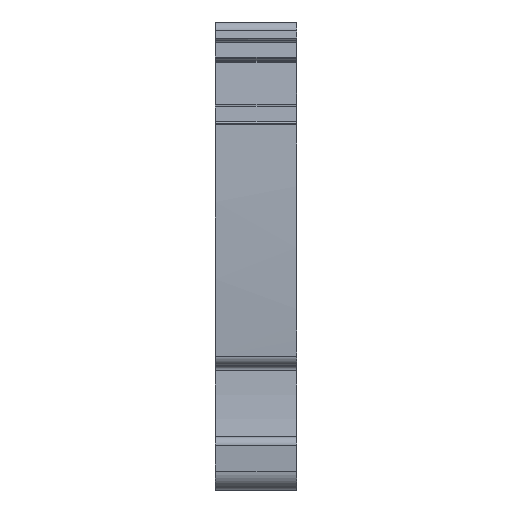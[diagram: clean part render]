
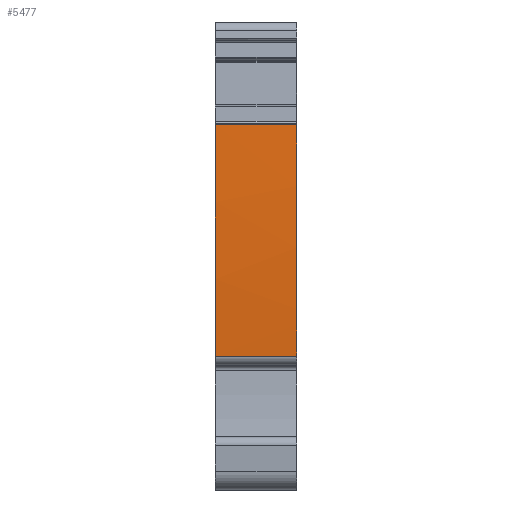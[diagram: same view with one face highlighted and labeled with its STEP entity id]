
A CAD part, front view. The second image highlights one B-rep face of the part: STEP entity #5477.
In plain terms, the highlighted cylindrical face has radius 180 mm (diameter 360 mm), a partial arc.
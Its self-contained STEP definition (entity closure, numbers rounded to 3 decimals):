
#2760=AXIS2_PLACEMENT_3D('Circle Axis2P3D',#2758,#2759,$) ;
#4591=AXIS2_PLACEMENT_3D('Cylinder Axis2P3D',#4588,#4589,#4590) ;
#5452=AXIS2_PLACEMENT_3D('Circle Axis2P3D',#5450,#5451,$) ;
#5459=AXIS2_PLACEMENT_3D('Circle Axis2P3D',#5457,#5458,$) ;
#5466=AXIS2_PLACEMENT_3D('Circle Axis2P3D',#5464,#5465,$) ;
#2755=CARTESIAN_POINT('Vertex',(0.,1.51,13.384)) ;
#2758=CARTESIAN_POINT('Axis2P3D Location',(0.,181.119,25.25)) ;
#2762=CARTESIAN_POINT('Vertex',(0.,1.471,36.509)) ;
#4588=CARTESIAN_POINT('Axis2P3D Location',(4.05,181.119,25.25)) ;
#5427=CARTESIAN_POINT('Vertex',(8.1,1.471,36.509)) ;
#5430=CARTESIAN_POINT('Line Origine',(4.05,1.471,36.509)) ;
#5443=CARTESIAN_POINT('Line Origine',(4.05,1.51,13.384)) ;
#5447=CARTESIAN_POINT('Vertex',(8.1,1.51,13.384)) ;
#5450=CARTESIAN_POINT('Axis2P3D Location',(8.1,181.119,25.25)) ;
#5454=CARTESIAN_POINT('Vertex',(8.1,1.261,18.099)) ;
#5457=CARTESIAN_POINT('Axis2P3D Location',(8.1,181.119,25.25)) ;
#5461=CARTESIAN_POINT('Vertex',(8.1,1.26,18.106)) ;
#5464=CARTESIAN_POINT('Axis2P3D Location',(8.1,181.119,25.25)) ;
#2759=DIRECTION('Axis2P3D Direction',(1.,0.,0.)) ;
#4589=DIRECTION('Axis2P3D Direction',(1.,0.,0.)) ;
#4590=DIRECTION('Axis2P3D XDirection',(0.,-0.993,0.115)) ;
#5431=DIRECTION('Vector Direction',(1.,0.,0.)) ;
#5444=DIRECTION('Vector Direction',(1.,0.,0.)) ;
#5451=DIRECTION('Axis2P3D Direction',(1.,0.,0.)) ;
#5458=DIRECTION('Axis2P3D Direction',(1.,0.,0.)) ;
#5465=DIRECTION('Axis2P3D Direction',(1.,0.,0.)) ;
#5432=VECTOR('Line Direction',#5431,1.) ;
#5445=VECTOR('Line Direction',#5444,1.) ;
#5470=ORIENTED_EDGE('',*,*,#2764,.T.) ;
#5471=ORIENTED_EDGE('',*,*,#5449,.F.) ;
#5472=ORIENTED_EDGE('',*,*,#5456,.F.) ;
#5473=ORIENTED_EDGE('',*,*,#5463,.F.) ;
#5474=ORIENTED_EDGE('',*,*,#5468,.F.) ;
#5475=ORIENTED_EDGE('',*,*,#5434,.F.) ;
#5477=ADVANCED_FACE('MLD',(#5476),#4592,.T.) ;
#2761=CIRCLE('generated circle',#2760,180.) ;
#5453=CIRCLE('generated circle',#5452,180.) ;
#5460=CIRCLE('generated circle',#5459,180.) ;
#5467=CIRCLE('generated circle',#5466,180.) ;
#4592=CYLINDRICAL_SURFACE('generated cylinder',#4591,180.) ;
#2764=EDGE_CURVE('',#2763,#2756,#2761,.T.) ;
#5434=EDGE_CURVE('',#2763,#5428,#5433,.T.) ;
#5449=EDGE_CURVE('',#5448,#2756,#5446,.F.) ;
#5456=EDGE_CURVE('',#5455,#5448,#5453,.T.) ;
#5463=EDGE_CURVE('',#5462,#5455,#5460,.T.) ;
#5468=EDGE_CURVE('',#5428,#5462,#5467,.T.) ;
#5469=EDGE_LOOP('',(#5470,#5471,#5472,#5473,#5474,#5475)) ;
#5476=FACE_OUTER_BOUND('',#5469,.T.) ;
#5433=LINE('Line',#5430,#5432) ;
#5446=LINE('Line',#5443,#5445) ;
#2756=VERTEX_POINT('',#2755) ;
#2763=VERTEX_POINT('',#2762) ;
#5428=VERTEX_POINT('',#5427) ;
#5448=VERTEX_POINT('',#5447) ;
#5455=VERTEX_POINT('',#5454) ;
#5462=VERTEX_POINT('',#5461) ;
